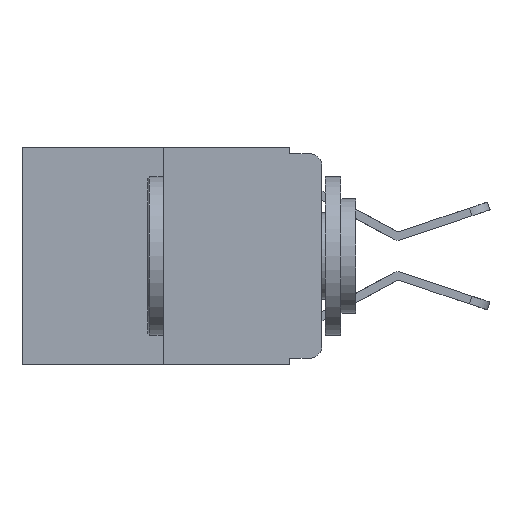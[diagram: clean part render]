
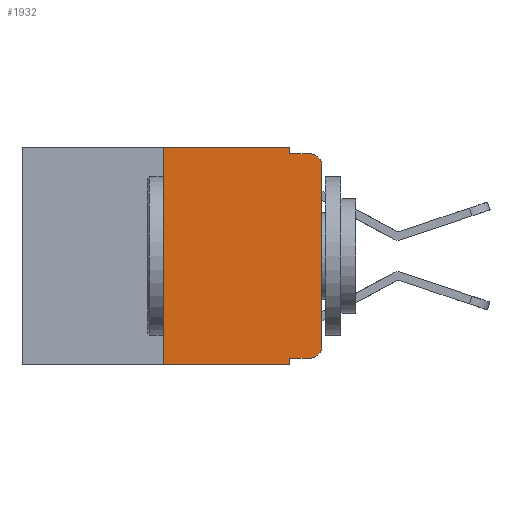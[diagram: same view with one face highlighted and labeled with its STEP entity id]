
A CAD part, left-side view. The second image highlights one B-rep face of the part: STEP entity #1932.
In plain terms, the highlighted planar face has unit normal (-1, 0, 0).
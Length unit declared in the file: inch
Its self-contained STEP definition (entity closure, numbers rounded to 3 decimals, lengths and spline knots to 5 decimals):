
#174 = CARTESIAN_POINT ( 'NONE',  ( 0., 0.051, 0. ) ) ;
#209 = DIRECTION ( 'NONE',  ( 0., -1., 0. ) ) ;
#343 = CARTESIAN_POINT ( 'NONE',  ( 0., 0.473, 0. ) ) ;
#1038 = LINE ( 'NONE', #9252, #8753 ) ;
#1089 = AXIS2_PLACEMENT_3D ( 'NONE', #7285, #1161, #8240 ) ;
#1161 = DIRECTION ( 'NONE',  ( -1., 0., 0. ) ) ;
#1262 = DIRECTION ( 'NONE',  ( 0., 0., -1. ) ) ;
#1273 = ORIENTED_EDGE ( 'NONE', *, *, #12228, .T. ) ;
#1510 = CARTESIAN_POINT ( 'NONE',  ( 0., 0.25, 0. ) ) ;
#1644 = VERTEX_POINT ( 'NONE', #10232 ) ;
#1932 = ADVANCED_FACE ( 'NONE', ( #11287 ), #4002, .F. ) ;
#2176 = VECTOR ( 'NONE', #6721, 39.37008 ) ;
#2321 = ORIENTED_EDGE ( 'NONE', *, *, #10358, .F. ) ;
#2328 = VERTEX_POINT ( 'NONE', #3111 ) ;
#2421 = EDGE_CURVE ( 'NONE', #9999, #2328, #10986, .T. ) ;
#2432 = CARTESIAN_POINT ( 'NONE',  ( 0., 0.25, 0. ) ) ;
#2519 = DIRECTION ( 'NONE',  ( 0., -1., 0. ) ) ;
#2927 = CARTESIAN_POINT ( 'NONE',  ( 0., 0.02, -0.333 ) ) ;
#3111 = CARTESIAN_POINT ( 'NONE',  ( 0., 0.051, -0.343 ) ) ;
#3115 = ORIENTED_EDGE ( 'NONE', *, *, #6589, .T. ) ;
#3146 = VERTEX_POINT ( 'NONE', #12222 ) ;
#3200 = ORIENTED_EDGE ( 'NONE', *, *, #7229, .T. ) ;
#3292 = LINE ( 'NONE', #1510, #5991 ) ;
#3680 = CARTESIAN_POINT ( 'NONE',  ( 0., 0.051, 0. ) ) ;
#3734 = LINE ( 'NONE', #10294, #10527 ) ;
#3800 = AXIS2_PLACEMENT_3D ( 'NONE', #343, #11537, #11524 ) ;
#3825 = VERTEX_POINT ( 'NONE', #3680 ) ;
#3908 = ORIENTED_EDGE ( 'NONE', *, *, #8506, .F. ) ;
#4002 = PLANE ( 'NONE',  #3800 ) ;
#4431 = EDGE_CURVE ( 'NONE', #4911, #3825, #1038, .T. ) ;
#4481 = CIRCLE ( 'NONE', #6264, 0.02 ) ;
#4555 = ORIENTED_EDGE ( 'NONE', *, *, #2421, .T. ) ;
#4732 = VECTOR ( 'NONE', #1262, 39.37008 ) ;
#4911 = VERTEX_POINT ( 'NONE', #2432 ) ;
#5084 = VERTEX_POINT ( 'NONE', #6445 ) ;
#5139 = LINE ( 'NONE', #11067, #12369 ) ;
#5326 = CIRCLE ( 'NONE', #1089, 0.02 ) ;
#5528 = ORIENTED_EDGE ( 'NONE', *, *, #9133, .F. ) ;
#5647 = DIRECTION ( 'NONE',  ( -1., 0., 0. ) ) ;
#5782 = ORIENTED_EDGE ( 'NONE', *, *, #4431, .F. ) ;
#5991 = VECTOR ( 'NONE', #12224, 39.37008 ) ;
#6181 = LINE ( 'NONE', #11118, #8137 ) ;
#6264 = AXIS2_PLACEMENT_3D ( 'NONE', #11289, #5647, #12219 ) ;
#6280 = ORIENTED_EDGE ( 'NONE', *, *, #11596, .T. ) ;
#6445 = CARTESIAN_POINT ( 'NONE',  ( 0., 0.051, -0.333 ) ) ;
#6589 = EDGE_CURVE ( 'NONE', #10051, #7581, #4481, .T. ) ;
#6721 = DIRECTION ( 'NONE',  ( 0., 0., -1. ) ) ;
#7081 = CARTESIAN_POINT ( 'NONE',  ( 0., 0.051, -0.01 ) ) ;
#7229 = EDGE_CURVE ( 'NONE', #5084, #10051, #6181, .T. ) ;
#7285 = CARTESIAN_POINT ( 'NONE',  ( 0., 0.02, -0.03 ) ) ;
#7346 = LINE ( 'NONE', #174, #4732 ) ;
#7348 = DIRECTION ( 'NONE',  ( 0., 0., 1. ) ) ;
#7581 = VERTEX_POINT ( 'NONE', #8367 ) ;
#8137 = VECTOR ( 'NONE', #209, 39.37008 ) ;
#8240 = DIRECTION ( 'NONE',  ( 0., 0., -1. ) ) ;
#8272 = EDGE_LOOP ( 'NONE', ( #1273, #6280, #2321, #10227, #5782, #5528, #4555, #3908, #3200, #3115 ) ) ;
#8285 = DIRECTION ( 'NONE',  ( 0., -1., 0. ) ) ;
#8367 = CARTESIAN_POINT ( 'NONE',  ( 0., 0., -0.313 ) ) ;
#8506 = EDGE_CURVE ( 'NONE', #5084, #2328, #10011, .T. ) ;
#8753 = VECTOR ( 'NONE', #8285, 39.37008 ) ;
#8785 = VERTEX_POINT ( 'NONE', #7081 ) ;
#9133 = EDGE_CURVE ( 'NONE', #9999, #4911, #3292, .T. ) ;
#9252 = CARTESIAN_POINT ( 'NONE',  ( 0., 0.473, 0. ) ) ;
#9734 = EDGE_CURVE ( 'NONE', #3825, #8785, #7346, .T. ) ;
#9999 = VERTEX_POINT ( 'NONE', #10613 ) ;
#10011 = LINE ( 'NONE', #11387, #2176 ) ;
#10051 = VERTEX_POINT ( 'NONE', #2927 ) ;
#10227 = ORIENTED_EDGE ( 'NONE', *, *, #9734, .F. ) ;
#10232 = CARTESIAN_POINT ( 'NONE',  ( 0., 0.02, -0.01 ) ) ;
#10294 = CARTESIAN_POINT ( 'NONE',  ( 0., 0.051, -0.01 ) ) ;
#10358 = EDGE_CURVE ( 'NONE', #8785, #1644, #3734, .T. ) ;
#10527 = VECTOR ( 'NONE', #2519, 39.37008 ) ;
#10613 = CARTESIAN_POINT ( 'NONE',  ( 0., 0.25, -0.343 ) ) ;
#10676 = VECTOR ( 'NONE', #12576, 39.37008 ) ;
#10986 = LINE ( 'NONE', #11716, #10676 ) ;
#11067 = CARTESIAN_POINT ( 'NONE',  ( 0., 0., 0. ) ) ;
#11118 = CARTESIAN_POINT ( 'NONE',  ( 0., 0.051, -0.333 ) ) ;
#11287 = FACE_OUTER_BOUND ( 'NONE', #8272, .T. ) ;
#11289 = CARTESIAN_POINT ( 'NONE',  ( 0., 0.02, -0.313 ) ) ;
#11387 = CARTESIAN_POINT ( 'NONE',  ( 0., 0.051, 0. ) ) ;
#11524 = DIRECTION ( 'NONE',  ( 0., 0., -1. ) ) ;
#11537 = DIRECTION ( 'NONE',  ( 1., 0., 0. ) ) ;
#11596 = EDGE_CURVE ( 'NONE', #3146, #1644, #5326, .T. ) ;
#11716 = CARTESIAN_POINT ( 'NONE',  ( 0., 0.473, -0.343 ) ) ;
#12219 = DIRECTION ( 'NONE',  ( 0., 0., -1. ) ) ;
#12222 = CARTESIAN_POINT ( 'NONE',  ( 0., 0., -0.03 ) ) ;
#12224 = DIRECTION ( 'NONE',  ( 0., 0., 1. ) ) ;
#12228 = EDGE_CURVE ( 'NONE', #7581, #3146, #5139, .T. ) ;
#12369 = VECTOR ( 'NONE', #7348, 39.37008 ) ;
#12576 = DIRECTION ( 'NONE',  ( 0., -1., 0. ) ) ;
